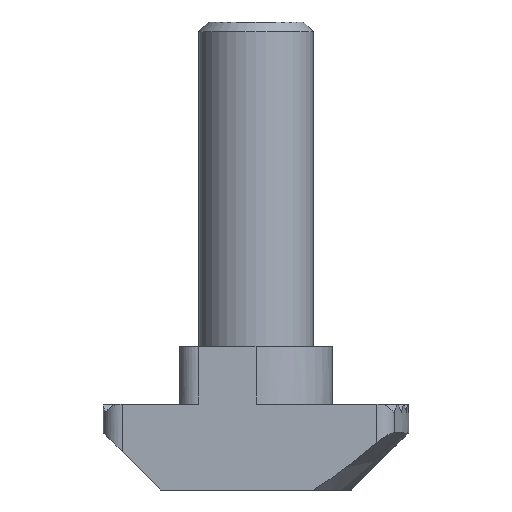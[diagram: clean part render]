
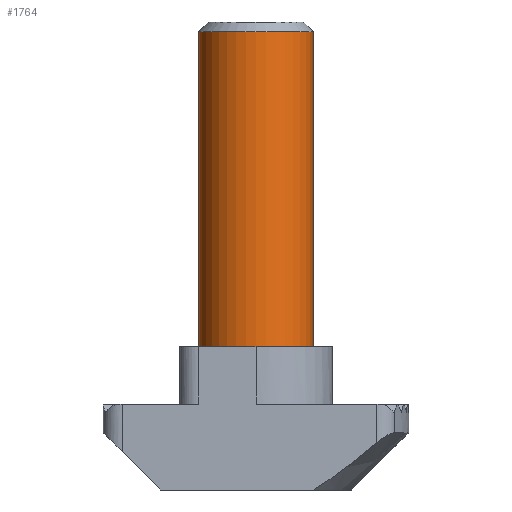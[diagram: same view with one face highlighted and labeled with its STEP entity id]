
A CAD part, front view. The second image highlights one B-rep face of the part: STEP entity #1764.
In plain terms, the highlighted cylindrical face has radius 3 mm (diameter 6 mm), a partial arc.
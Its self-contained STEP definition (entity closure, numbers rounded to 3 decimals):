
#4 = ORIENTED_EDGE ( 'NONE', *, *, #2873, .T. ) ;
#12 = ORIENTED_EDGE ( 'NONE', *, *, #2909, .T. ) ;
#172 = CARTESIAN_POINT ( 'NONE',  ( 3., 0., -0.769 ) ) ;
#392 = CARTESIAN_POINT ( 'NONE',  ( 3., 0., 7.5 ) ) ;
#429 = ORIENTED_EDGE ( 'NONE', *, *, #1738, .F. ) ;
#505 = VERTEX_POINT ( 'NONE', #392 ) ;
#510 = VECTOR ( 'NONE', #1558, 1000. ) ;
#579 = LINE ( 'NONE', #172, #510 ) ;
#677 = EDGE_LOOP ( 'NONE', ( #429, #2807, #12, #4 ) ) ;
#820 = CARTESIAN_POINT ( 'NONE',  ( 0., 0., 7.5 ) ) ;
#911 = VECTOR ( 'NONE', #1550, 1000. ) ;
#914 = CARTESIAN_POINT ( 'NONE',  ( -3., 0., 24. ) ) ;
#948 = CARTESIAN_POINT ( 'NONE',  ( 3., 0., 24. ) ) ;
#1044 = CARTESIAN_POINT ( 'NONE',  ( 0., 0., 24. ) ) ;
#1063 = DIRECTION ( 'NONE',  ( -1., 0., 0. ) ) ;
#1129 = VERTEX_POINT ( 'NONE', #948 ) ;
#1287 = DIRECTION ( 'NONE',  ( -1., 0., 0. ) ) ;
#1330 = CARTESIAN_POINT ( 'NONE',  ( -3., 0., -0.769 ) ) ;
#1363 = CARTESIAN_POINT ( 'NONE',  ( 0., 0., -0.769 ) ) ;
#1374 = EDGE_CURVE ( 'NONE', #1129, #1794, #2656, .T. ) ;
#1526 = LINE ( 'NONE', #1330, #911 ) ;
#1550 = DIRECTION ( 'NONE',  ( 0., 0., -1. ) ) ;
#1558 = DIRECTION ( 'NONE',  ( 0., 0., -1. ) ) ;
#1669 = FACE_OUTER_BOUND ( 'NONE', #677, .T. ) ;
#1738 = EDGE_CURVE ( 'NONE', #1129, #505, #579, .T. ) ;
#1764 = ADVANCED_FACE ( 'NONE', ( #1669 ), #2808, .T. ) ;
#1794 = VERTEX_POINT ( 'NONE', #914 ) ;
#1920 = CARTESIAN_POINT ( 'NONE',  ( -3., 0., 7.5 ) ) ;
#2052 = VERTEX_POINT ( 'NONE', #1920 ) ;
#2173 = AXIS2_PLACEMENT_3D ( 'NONE', #1363, #2712, #2474 ) ;
#2404 = CIRCLE ( 'NONE', #2720, 3. ) ;
#2416 = DIRECTION ( 'NONE',  ( 0., 0., 1. ) ) ;
#2474 = DIRECTION ( 'NONE',  ( -1., 0., 0. ) ) ;
#2597 = AXIS2_PLACEMENT_3D ( 'NONE', #1044, #2639, #1287 ) ;
#2639 = DIRECTION ( 'NONE',  ( 0., 0., -1. ) ) ;
#2656 = CIRCLE ( 'NONE', #2597, 3. ) ;
#2712 = DIRECTION ( 'NONE',  ( 0., 0., -1. ) ) ;
#2720 = AXIS2_PLACEMENT_3D ( 'NONE', #820, #2416, #1063 ) ;
#2807 = ORIENTED_EDGE ( 'NONE', *, *, #1374, .T. ) ;
#2808 = CYLINDRICAL_SURFACE ( 'NONE', #2173, 3. ) ;
#2873 = EDGE_CURVE ( 'NONE', #2052, #505, #2404, .T. ) ;
#2909 = EDGE_CURVE ( 'NONE', #1794, #2052, #1526, .T. ) ;
